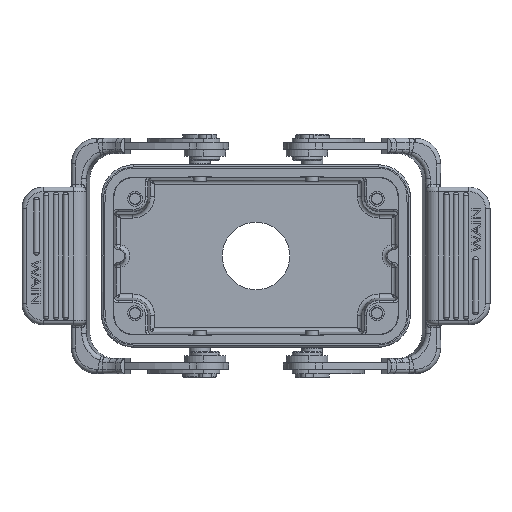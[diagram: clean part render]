
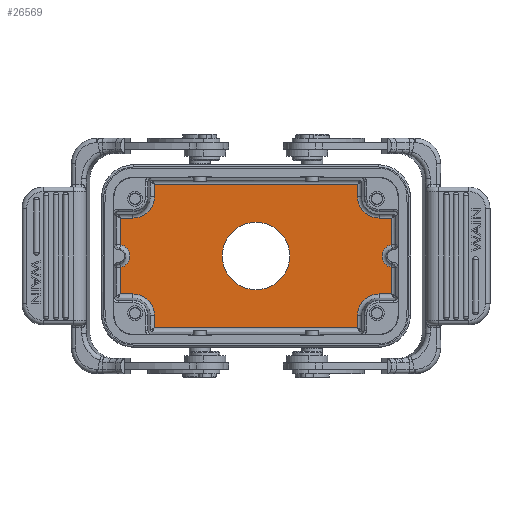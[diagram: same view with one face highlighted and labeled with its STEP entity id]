
A CAD part, front view. The second image highlights one B-rep face of the part: STEP entity #26569.
In plain terms, the highlighted planar face has unit normal (0, -1, 0).
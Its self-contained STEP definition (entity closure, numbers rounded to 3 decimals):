
#910=CARTESIAN_POINT('',(32.5,19.35,0.));
#911=DIRECTION('',(0.,-1.,0.));
#912=DIRECTION('',(-0.2,0.,0.98));
#913=AXIS2_PLACEMENT_3D('',#910,#911,#912);
#915=CARTESIAN_POINT('',(29.,19.35,-14.));
#916=DIRECTION('',(0.,-1.,0.));
#917=DIRECTION('',(0.,0.,1.));
#918=AXIS2_PLACEMENT_3D('',#915,#916,#917);
#920=CARTESIAN_POINT('',(-29.,19.35,-14.));
#921=DIRECTION('',(0.,-1.,0.));
#922=DIRECTION('',(1.,0.,0.));
#923=AXIS2_PLACEMENT_3D('',#920,#921,#922);
#925=CARTESIAN_POINT('',(-32.5,19.35,0.));
#926=DIRECTION('',(0.,-1.,0.));
#927=DIRECTION('',(0.2,0.,-0.98));
#928=AXIS2_PLACEMENT_3D('',#925,#926,#927);
#930=CARTESIAN_POINT('',(-29.,19.35,14.));
#931=DIRECTION('',(0.,-1.,0.));
#932=DIRECTION('',(0.,0.,-1.));
#933=AXIS2_PLACEMENT_3D('',#930,#931,#932);
#935=CARTESIAN_POINT('',(29.,19.35,14.));
#936=DIRECTION('',(0.,-1.,0.));
#937=DIRECTION('',(-1.,0.,0.));
#938=AXIS2_PLACEMENT_3D('',#935,#936,#937);
#940=CARTESIAN_POINT('',(0.,19.35,0.));
#941=DIRECTION('',(0.,-1.,0.));
#942=DIRECTION('',(-1.,0.,0.));
#943=AXIS2_PLACEMENT_3D('',#940,#941,#942);
#945=CARTESIAN_POINT('',(0.,19.35,0.));
#946=DIRECTION('',(0.,-1.,0.));
#947=DIRECTION('',(1.,0.,0.));
#948=AXIS2_PLACEMENT_3D('',#945,#946,#947);
#959=DIRECTION('',(0.,0.,1.));
#960=VECTOR('',#959,6.23);
#961=CARTESIAN_POINT('',(31.947,19.35,2.717));
#962=LINE('',#961,#960);
#1615=DIRECTION('',(0.,0.,-1.));
#1616=VECTOR('',#1615,2.946);
#1617=CARTESIAN_POINT('',(-23.947,19.35,
-14.));
#1618=LINE('',#1617,#1616);
#1642=DIRECTION('',(1.,0.,0.));
#1643=VECTOR('',#1642,2.946);
#1644=CARTESIAN_POINT('',(-31.946,19.35,
-8.946));
#1645=LINE('',#1644,#1643);
#1678=DIRECTION('',(0.,0.,-1.));
#1679=VECTOR('',#1678,6.23);
#1680=CARTESIAN_POINT('',(-31.947,19.35,
-2.717));
#1681=LINE('',#1680,#1679);
#1775=DIRECTION('',(0.,0.,-1.));
#1776=VECTOR('',#1775,6.23);
#1777=CARTESIAN_POINT('',(-31.946,19.35,8.946));
#1778=LINE('',#1777,#1776);
#1806=DIRECTION('',(-1.,0.,0.));
#1807=VECTOR('',#1806,2.946);
#1808=CARTESIAN_POINT('',(-29.,19.35,8.947));
#1809=LINE('',#1808,#1807);
#1833=DIRECTION('',(0.,0.,-1.));
#1834=VECTOR('',#1833,2.946);
#1835=CARTESIAN_POINT('',(-23.946,19.35,16.946));
#1836=LINE('',#1835,#1834);
#1860=DIRECTION('',(-1.,0.,0.));
#1861=VECTOR('',#1860,47.893);
#1862=CARTESIAN_POINT('',(23.946,19.35,16.946));
#1863=LINE('',#1862,#1861);
#1891=DIRECTION('',(0.,0.,1.));
#1892=VECTOR('',#1891,2.946);
#1893=CARTESIAN_POINT('',(23.947,19.35,14.));
#1894=LINE('',#1893,#1892);
#1918=DIRECTION('',(-1.,0.,0.));
#1919=VECTOR('',#1918,2.946);
#1920=CARTESIAN_POINT('',(31.946,19.35,8.946));
#1921=LINE('',#1920,#1919);
#1945=DIRECTION('',(1.,0.,0.));
#1946=VECTOR('',#1945,47.893);
#1947=CARTESIAN_POINT('',(-23.946,19.35,
-16.946));
#1948=LINE('',#1947,#1946);
#1980=DIRECTION('',(0.,0.,1.));
#1981=VECTOR('',#1980,2.946);
#1982=CARTESIAN_POINT('',(23.946,19.35,-16.946));
#1983=LINE('',#1982,#1981);
#20144=DIRECTION('',(0.,0.,1.));
#20145=VECTOR('',#20144,6.23);
#20146=CARTESIAN_POINT('',(31.946,19.35,
-8.946));
#20147=LINE('',#20146,#20145);
#20268=DIRECTION('',(1.,0.,0.));
#20269=VECTOR('',#20268,2.946);
#20270=CARTESIAN_POINT('',(29.,19.35,
-8.947));
#20271=LINE('',#20270,#20269);
#20647=CARTESIAN_POINT('',(7.95,19.35,0.));
#20648=VERTEX_POINT('',#20647);
#20649=CARTESIAN_POINT('',(-7.95,19.35,0.));
#20650=VERTEX_POINT('',#20649);
#20651=CARTESIAN_POINT('',(31.947,19.35,2.717));
#20652=CARTESIAN_POINT('',(31.946,19.35,8.946));
#20653=VERTEX_POINT('',#20651);
#20654=VERTEX_POINT('',#20652);
#20655=CARTESIAN_POINT('',(31.946,19.35,-2.717));
#20656=VERTEX_POINT('',#20655);
#20657=CARTESIAN_POINT('',(31.946,19.35,
-8.946));
#20658=VERTEX_POINT('',#20657);
#20659=CARTESIAN_POINT('',(29.,19.35,
-8.947));
#20660=VERTEX_POINT('',#20659);
#20661=CARTESIAN_POINT('',(23.947,19.35,-14.));
#20662=VERTEX_POINT('',#20661);
#20663=CARTESIAN_POINT('',(23.946,19.35,
-16.946));
#20664=VERTEX_POINT('',#20663);
#20665=CARTESIAN_POINT('',(-23.946,19.35,
-16.946));
#20666=VERTEX_POINT('',#20665);
#20667=CARTESIAN_POINT('',(-23.947,19.35,
-14.));
#20668=VERTEX_POINT('',#20667);
#20669=CARTESIAN_POINT('',(-29.,19.35,-8.947));
#20670=VERTEX_POINT('',#20669);
#20671=CARTESIAN_POINT('',(-31.946,19.35,
-8.946));
#20672=VERTEX_POINT('',#20671);
#20673=CARTESIAN_POINT('',(-31.947,19.35,
-2.717));
#20674=VERTEX_POINT('',#20673);
#20675=CARTESIAN_POINT('',(-31.946,19.35,2.717));
#20676=VERTEX_POINT('',#20675);
#20677=CARTESIAN_POINT('',(-31.946,19.35,
8.946));
#20678=VERTEX_POINT('',#20677);
#20679=CARTESIAN_POINT('',(-29.,19.35,
8.947));
#20680=VERTEX_POINT('',#20679);
#20681=CARTESIAN_POINT('',(-23.947,19.35,14.));
#20682=VERTEX_POINT('',#20681);
#20683=CARTESIAN_POINT('',(-23.946,19.35,
16.946));
#20684=VERTEX_POINT('',#20683);
#20685=CARTESIAN_POINT('',(23.946,19.35,16.946));
#20686=VERTEX_POINT('',#20685);
#20687=CARTESIAN_POINT('',(23.947,19.35,14.));
#20688=VERTEX_POINT('',#20687);
#20689=CARTESIAN_POINT('',(29.,19.35,8.947));
#20690=VERTEX_POINT('',#20689);
#26518=CARTESIAN_POINT('',(0.,19.35,-21.5));
#26519=DIRECTION('',(0.,-1.,0.));
#26520=DIRECTION('',(0.,0.,-1.));
#26521=AXIS2_PLACEMENT_3D('',#26518,#26519,#26520);
#26522=PLANE('',#26521);
#26524=ORIENTED_EDGE('',*,*,#26523,.F.);
#26526=ORIENTED_EDGE('',*,*,#26525,.T.);
#26528=ORIENTED_EDGE('',*,*,#26527,.F.);
#26530=ORIENTED_EDGE('',*,*,#26529,.F.);
#26532=ORIENTED_EDGE('',*,*,#26531,.T.);
#26534=ORIENTED_EDGE('',*,*,#26533,.F.);
#26536=ORIENTED_EDGE('',*,*,#26535,.F.);
#26538=ORIENTED_EDGE('',*,*,#26537,.F.);
#26540=ORIENTED_EDGE('',*,*,#26539,.T.);
#26542=ORIENTED_EDGE('',*,*,#26541,.F.);
#26544=ORIENTED_EDGE('',*,*,#26543,.F.);
#26546=ORIENTED_EDGE('',*,*,#26545,.T.);
#26548=ORIENTED_EDGE('',*,*,#26547,.F.);
#26550=ORIENTED_EDGE('',*,*,#26549,.F.);
#26552=ORIENTED_EDGE('',*,*,#26551,.T.);
#26554=ORIENTED_EDGE('',*,*,#26553,.F.);
#26556=ORIENTED_EDGE('',*,*,#26555,.F.);
#26558=ORIENTED_EDGE('',*,*,#26557,.F.);
#26560=ORIENTED_EDGE('',*,*,#26559,.T.);
#26562=ORIENTED_EDGE('',*,*,#26561,.F.);
#26563=EDGE_LOOP('',(#26524,#26526,#26528,#26530,#26532,#26534,#26536,#26538,
#26540,#26542,#26544,#26546,#26548,#26550,#26552,#26554,#26556,#26558,#26560,
#26562));
#26564=FACE_OUTER_BOUND('',#26563,.F.);
#26565=ORIENTED_EDGE('',*,*,#26498,.T.);
#26566=ORIENTED_EDGE('',*,*,#26512,.T.);
#26567=EDGE_LOOP('',(#26565,#26566));
#26568=FACE_BOUND('',#26567,.F.);
#26569=ADVANCED_FACE('',(#26564,#26568),#26522,.T.);
#914=CIRCLE('',#913,2.772);
#919=CIRCLE('',#918,5.053);
#924=CIRCLE('',#923,5.053);
#929=CIRCLE('',#928,2.772);
#934=CIRCLE('',#933,5.053);
#939=CIRCLE('',#938,5.053);
#944=CIRCLE('',#943,7.95);
#949=CIRCLE('',#948,7.95);
#26498=EDGE_CURVE('',#20650,#20648,#944,.T.);
#26512=EDGE_CURVE('',#20648,#20650,#949,.T.);
#26523=EDGE_CURVE('',#20653,#20654,#962,.T.);
#26525=EDGE_CURVE('',#20653,#20656,#914,.T.);
#26527=EDGE_CURVE('',#20658,#20656,#20147,.T.);
#26529=EDGE_CURVE('',#20660,#20658,#20271,.T.);
#26531=EDGE_CURVE('',#20660,#20662,#919,.T.);
#26533=EDGE_CURVE('',#20664,#20662,#1983,.T.);
#26535=EDGE_CURVE('',#20666,#20664,#1948,.T.);
#26537=EDGE_CURVE('',#20668,#20666,#1618,.T.);
#26539=EDGE_CURVE('',#20668,#20670,#924,.T.);
#26541=EDGE_CURVE('',#20672,#20670,#1645,.T.);
#26543=EDGE_CURVE('',#20674,#20672,#1681,.T.);
#26545=EDGE_CURVE('',#20674,#20676,#929,.T.);
#26547=EDGE_CURVE('',#20678,#20676,#1778,.T.);
#26549=EDGE_CURVE('',#20680,#20678,#1809,.T.);
#26551=EDGE_CURVE('',#20680,#20682,#934,.T.);
#26553=EDGE_CURVE('',#20684,#20682,#1836,.T.);
#26555=EDGE_CURVE('',#20686,#20684,#1863,.T.);
#26557=EDGE_CURVE('',#20688,#20686,#1894,.T.);
#26559=EDGE_CURVE('',#20688,#20690,#939,.T.);
#26561=EDGE_CURVE('',#20654,#20690,#1921,.T.);
